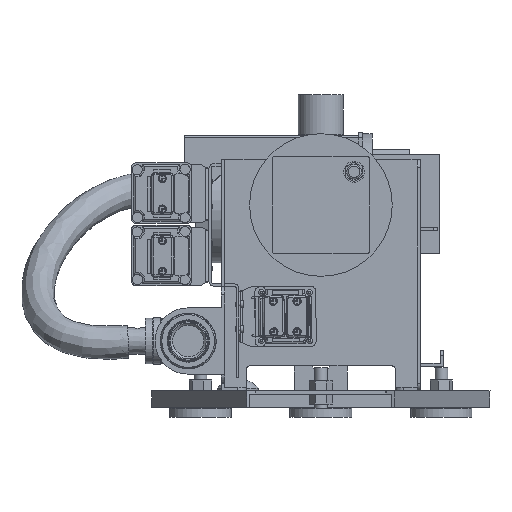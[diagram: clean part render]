
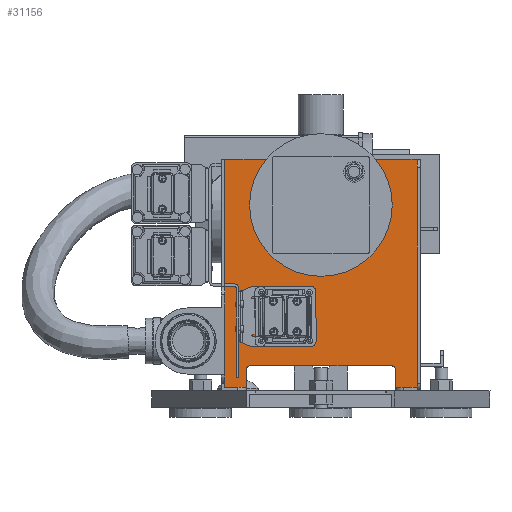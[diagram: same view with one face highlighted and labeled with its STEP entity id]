
A CAD part, front view. The second image highlights one B-rep face of the part: STEP entity #31156.
In plain terms, the highlighted planar face has unit normal (0, -1, 0).
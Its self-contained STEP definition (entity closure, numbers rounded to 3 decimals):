
#2116=PLANE('',#33409);
#3404=LINE('',#46828,#6586);
#3427=LINE('',#46878,#6609);
#3550=LINE('',#47985,#6732);
#3557=LINE('',#47999,#6739);
#3709=LINE('',#48387,#6891);
#3763=LINE('',#48538,#6945);
#3765=LINE('',#48546,#6947);
#3766=LINE('',#48550,#6948);
#3767=LINE('',#48554,#6949);
#3768=LINE('',#48558,#6950);
#3769=LINE('',#48561,#6951);
#3770=LINE('',#48565,#6952);
#3771=LINE('',#48569,#6953);
#3772=LINE('',#48573,#6954);
#6586=VECTOR('',#36094,10.);
#6609=VECTOR('',#36121,10.);
#6732=VECTOR('',#36808,10.);
#6739=VECTOR('',#36819,10.);
#6891=VECTOR('',#37181,10.);
#6945=VECTOR('',#37333,10.);
#6947=VECTOR('',#37341,10.);
#6948=VECTOR('',#37344,10.);
#6949=VECTOR('',#37347,10.);
#6950=VECTOR('',#37350,10.);
#6951=VECTOR('',#37353,10.);
#6952=VECTOR('',#37356,10.);
#6953=VECTOR('',#37359,10.);
#6954=VECTOR('',#37362,10.);
#10147=FACE_OUTER_BOUND('',#11975,.T.);
#11975=EDGE_LOOP('',(#24142,#24143,#24144,#24145,#24146,#24147,#24148,#24149,
#24150,#24151,#24152,#24153,#24154,#24155,#24156,#24157,#24158,#24159,#24160,
#24161,#24162,#24163));
#13731=CIRCLE('',#33410,81.);
#13732=CIRCLE('',#33411,81.);
#13733=CIRCLE('',#33412,81.);
#13734=CIRCLE('',#33413,81.);
#13735=CIRCLE('',#33414,5.);
#13736=CIRCLE('',#33415,5.);
#13737=CIRCLE('',#33416,5.);
#13738=CIRCLE('',#33417,5.);
#14674=VERTEX_POINT('',#46825);
#14675=VERTEX_POINT('',#46827);
#14699=VERTEX_POINT('',#46875);
#14700=VERTEX_POINT('',#46877);
#14944=VERTEX_POINT('',#47982);
#14945=VERTEX_POINT('',#47984);
#14950=VERTEX_POINT('',#47998);
#15129=VERTEX_POINT('',#48536);
#15132=VERTEX_POINT('',#48545);
#15133=VERTEX_POINT('',#48547);
#15134=VERTEX_POINT('',#48549);
#15135=VERTEX_POINT('',#48551);
#15136=VERTEX_POINT('',#48553);
#15137=VERTEX_POINT('',#48555);
#15138=VERTEX_POINT('',#48557);
#15139=VERTEX_POINT('',#48559);
#15140=VERTEX_POINT('',#48562);
#15141=VERTEX_POINT('',#48564);
#15142=VERTEX_POINT('',#48566);
#15143=VERTEX_POINT('',#48568);
#15144=VERTEX_POINT('',#48570);
#15145=VERTEX_POINT('',#48572);
#17860=EDGE_CURVE('',#14674,#14675,#3404,.T.);
#17885=EDGE_CURVE('',#14699,#14700,#3427,.T.);
#18225=EDGE_CURVE('',#14945,#14944,#3550,.T.);
#18232=EDGE_CURVE('',#14950,#14700,#3557,.T.);
#18426=EDGE_CURVE('',#14674,#14945,#3709,.T.);
#18502=EDGE_CURVE('',#14944,#15129,#3763,.T.);
#18505=EDGE_CURVE('',#15129,#15132,#3765,.T.);
#18506=EDGE_CURVE('',#15132,#15133,#13731,.T.);
#18507=EDGE_CURVE('',#15133,#15134,#3766,.T.);
#18508=EDGE_CURVE('',#15134,#15135,#13732,.T.);
#18509=EDGE_CURVE('',#15135,#15136,#3767,.T.);
#18510=EDGE_CURVE('',#15136,#15137,#13733,.T.);
#18511=EDGE_CURVE('',#15137,#15138,#3768,.T.);
#18512=EDGE_CURVE('',#15138,#15139,#13734,.T.);
#18513=EDGE_CURVE('',#15139,#14950,#3769,.T.);
#18514=EDGE_CURVE('',#14699,#15140,#13735,.T.);
#18515=EDGE_CURVE('',#15140,#15141,#3770,.T.);
#18516=EDGE_CURVE('',#15141,#15142,#13736,.T.);
#18517=EDGE_CURVE('',#15142,#15143,#3771,.T.);
#18518=EDGE_CURVE('',#15143,#15144,#13737,.T.);
#18519=EDGE_CURVE('',#15144,#15145,#3772,.T.);
#18520=EDGE_CURVE('',#15145,#14675,#13738,.T.);
#24142=ORIENTED_EDGE('',*,*,#18502,.T.);
#24143=ORIENTED_EDGE('',*,*,#18505,.T.);
#24144=ORIENTED_EDGE('',*,*,#18506,.T.);
#24145=ORIENTED_EDGE('',*,*,#18507,.T.);
#24146=ORIENTED_EDGE('',*,*,#18508,.T.);
#24147=ORIENTED_EDGE('',*,*,#18509,.T.);
#24148=ORIENTED_EDGE('',*,*,#18510,.T.);
#24149=ORIENTED_EDGE('',*,*,#18511,.T.);
#24150=ORIENTED_EDGE('',*,*,#18512,.T.);
#24151=ORIENTED_EDGE('',*,*,#18513,.T.);
#24152=ORIENTED_EDGE('',*,*,#18232,.T.);
#24153=ORIENTED_EDGE('',*,*,#17885,.F.);
#24154=ORIENTED_EDGE('',*,*,#18514,.T.);
#24155=ORIENTED_EDGE('',*,*,#18515,.T.);
#24156=ORIENTED_EDGE('',*,*,#18516,.T.);
#24157=ORIENTED_EDGE('',*,*,#18517,.T.);
#24158=ORIENTED_EDGE('',*,*,#18518,.T.);
#24159=ORIENTED_EDGE('',*,*,#18519,.T.);
#24160=ORIENTED_EDGE('',*,*,#18520,.T.);
#24161=ORIENTED_EDGE('',*,*,#17860,.F.);
#24162=ORIENTED_EDGE('',*,*,#18426,.T.);
#24163=ORIENTED_EDGE('',*,*,#18225,.T.);
#31156=ADVANCED_FACE('',(#10147),#2116,.T.);
#33409=AXIS2_PLACEMENT_3D('',#48544,#37339,#37340);
#33410=AXIS2_PLACEMENT_3D('',#48548,#37342,#37343);
#33411=AXIS2_PLACEMENT_3D('',#48552,#37345,#37346);
#33412=AXIS2_PLACEMENT_3D('',#48556,#37348,#37349);
#33413=AXIS2_PLACEMENT_3D('',#48560,#37351,#37352);
#33414=AXIS2_PLACEMENT_3D('',#48563,#37354,#37355);
#33415=AXIS2_PLACEMENT_3D('',#48567,#37357,#37358);
#33416=AXIS2_PLACEMENT_3D('',#48571,#37360,#37361);
#33417=AXIS2_PLACEMENT_3D('',#48574,#37363,#37364);
#36094=DIRECTION('',(-1.,0.,0.));
#36121=DIRECTION('',(-1.,0.,0.));
#36808=DIRECTION('',(-1.,0.,0.));
#36819=DIRECTION('',(0.,0.,-1.));
#37181=DIRECTION('',(0.,0.,1.));
#37333=DIRECTION('',(0.,0.,1.));
#37339=DIRECTION('center_axis',(0.,-1.,0.));
#37340=DIRECTION('ref_axis',(0.,0.,-1.));
#37341=DIRECTION('',(-1.,0.,0.));
#37342=DIRECTION('center_axis',(0.,1.,0.));
#37343=DIRECTION('ref_axis',(-0.514,0.,-0.858));
#37344=DIRECTION('',(0.,0.,-1.));
#37345=DIRECTION('center_axis',(0.,1.,0.));
#37346=DIRECTION('ref_axis',(-0.858,0.,0.514));
#37347=DIRECTION('',(-1.,0.,0.));
#37348=DIRECTION('center_axis',(0.,1.,0.));
#37349=DIRECTION('ref_axis',(0.514,0.,0.858));
#37350=DIRECTION('',(0.,0.,1.));
#37351=DIRECTION('center_axis',(0.,1.,0.));
#37352=DIRECTION('ref_axis',(0.858,0.,-0.514));
#37353=DIRECTION('',(-1.,0.,0.));
#37354=DIRECTION('center_axis',(0.,-1.,0.));
#37355=DIRECTION('ref_axis',(-1.,0.,0.));
#37356=DIRECTION('',(0.,0.,1.));
#37357=DIRECTION('center_axis',(0.,1.,0.));
#37358=DIRECTION('ref_axis',(-1.,0.,0.));
#37359=DIRECTION('',(1.,0.,0.));
#37360=DIRECTION('center_axis',(0.,1.,0.));
#37361=DIRECTION('ref_axis',(0.,0.,1.));
#37362=DIRECTION('',(0.,0.,-1.));
#37363=DIRECTION('center_axis',(0.,-1.,0.));
#37364=DIRECTION('ref_axis',(0.,0.,1.));
#46825=CARTESIAN_POINT('',(120.,-200.,0.));
#46827=CARTESIAN_POINT('',(91.473,-200.,0.));
#46828=CARTESIAN_POINT('',(14.401,-200.,0.));
#46875=CARTESIAN_POINT('',(-91.856,-200.,0.));
#46877=CARTESIAN_POINT('',(-116.,-200.,0.));
#46878=CARTESIAN_POINT('',(14.401,-200.,0.));
#47982=CARTESIAN_POINT('',(116.,-200.,0.05));
#47984=CARTESIAN_POINT('',(120.,-200.,0.05));
#47985=CARTESIAN_POINT('',(3.,-200.,0.05));
#47998=CARTESIAN_POINT('',(-116.,-200.,278.888));
#47999=CARTESIAN_POINT('',(-116.,-200.,-0.599));
#48387=CARTESIAN_POINT('',(120.,-200.,278.888));
#48536=CARTESIAN_POINT('',(116.,-200.,278.888));
#48538=CARTESIAN_POINT('',(116.,-200.,139.281));
#48544=CARTESIAN_POINT('Origin',(-114.,-200.,139.144));
#48545=CARTESIAN_POINT('',(59.568,-200.,278.888));
#48546=CARTESIAN_POINT('',(112.,-200.,278.888));
#48547=CARTESIAN_POINT('',(69.5,-200.,265.602));
#48548=CARTESIAN_POINT('Origin',(0.,-200.,224.));
#48549=CARTESIAN_POINT('',(69.5,-200.,182.398));
#48550=CARTESIAN_POINT('',(69.5,-200.,182.398));
#48551=CARTESIAN_POINT('',(41.602,-200.,154.5));
#48552=CARTESIAN_POINT('Origin',(0.,-200.,224.));
#48553=CARTESIAN_POINT('',(-41.602,-200.,154.5));
#48554=CARTESIAN_POINT('',(-41.602,-200.,154.5));
#48555=CARTESIAN_POINT('',(-69.5,-200.,182.398));
#48556=CARTESIAN_POINT('Origin',(0.,-200.,224.));
#48557=CARTESIAN_POINT('',(-69.5,-200.,265.602));
#48558=CARTESIAN_POINT('',(-69.5,-200.,265.602));
#48559=CARTESIAN_POINT('',(-59.568,-200.,278.888));
#48560=CARTESIAN_POINT('Origin',(0.,-200.,224.));
#48561=CARTESIAN_POINT('',(-58.652,-200.,278.888));
#48562=CARTESIAN_POINT('',(-90.,-200.,3.888));
#48563=CARTESIAN_POINT('Origin',(-95.,-200.,3.888));
#48564=CARTESIAN_POINT('',(-90.,-200.,25.));
#48565=CARTESIAN_POINT('',(-90.,-200.,3.888));
#48566=CARTESIAN_POINT('',(-85.,-200.,30.));
#48567=CARTESIAN_POINT('Origin',(-85.,-200.,25.));
#48568=CARTESIAN_POINT('',(85.,-200.,30.));
#48569=CARTESIAN_POINT('',(-85.,-200.,30.));
#48570=CARTESIAN_POINT('',(90.,-200.,25.));
#48571=CARTESIAN_POINT('Origin',(85.,-200.,25.));
#48572=CARTESIAN_POINT('',(90.,-200.,3.544));
#48573=CARTESIAN_POINT('',(90.,-200.,25.));
#48574=CARTESIAN_POINT('Origin',(95.,-200.,3.544));
